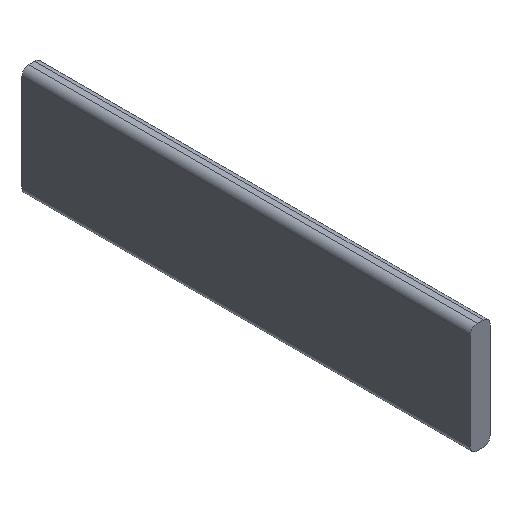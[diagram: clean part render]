
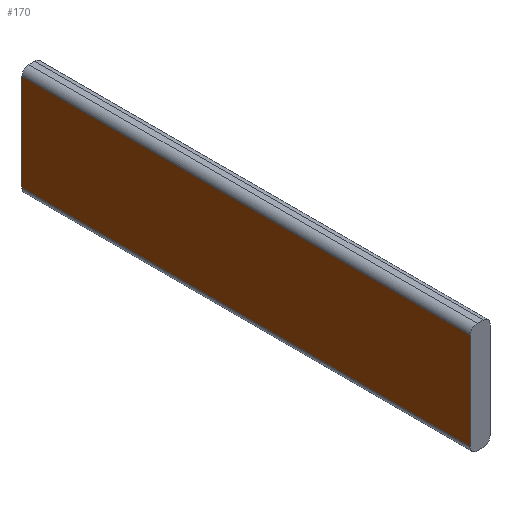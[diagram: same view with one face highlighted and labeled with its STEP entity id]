
A CAD part, isometric view. The second image highlights one B-rep face of the part: STEP entity #170.
In plain terms, the highlighted planar face has unit normal (-1, 0, 0).
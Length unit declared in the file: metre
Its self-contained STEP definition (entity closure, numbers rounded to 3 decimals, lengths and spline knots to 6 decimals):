
#24=ORIENTED_EDGE('',*,*,#72,.F.);
#25=ORIENTED_EDGE('',*,*,#73,.T.);
#26=ORIENTED_EDGE('',*,*,#74,.T.);
#27=ORIENTED_EDGE('',*,*,#75,.T.);
#72=EDGE_CURVE('',#96,#97,#112,.T.);
#73=EDGE_CURVE('',#96,#98,#113,.F.);
#74=EDGE_CURVE('',#98,#99,#114,.T.);
#75=EDGE_CURVE('',#99,#97,#115,.T.);
#96=VERTEX_POINT('',#268);
#97=VERTEX_POINT('',#269);
#98=VERTEX_POINT('',#271);
#99=VERTEX_POINT('',#273);
#112=LINE('',#267,#128);
#113=LINE('',#270,#129);
#114=LINE('',#272,#130);
#115=LINE('',#274,#131);
#128=VECTOR('',#215,1.);
#129=VECTOR('',#216,1.);
#130=VECTOR('',#217,1.);
#131=VECTOR('',#218,1.);
#144=EDGE_LOOP('',(#24,#25,#26,#27));
#154=FACE_BOUND('',#144,.T.);
#164=PLANE('',#193);
#170=ADVANCED_FACE('',(#154),#164,.F.);
#193=AXIS2_PLACEMENT_3D('',#266,#213,#214);
#213=DIRECTION('',(1.,0.,0.));
#214=DIRECTION('',(0.,1.,0.));
#215=DIRECTION('',(0.,0.,-1.));
#216=DIRECTION('',(0.,-1.,0.));
#217=DIRECTION('',(0.,0.,-1.));
#218=DIRECTION('',(0.,-1.,0.));
#266=CARTESIAN_POINT('',(0.14635,0.0115,0.03585));
#267=CARTESIAN_POINT('',(0.14635,0.0115,0.03585));
#268=CARTESIAN_POINT('',(0.14635,0.0115,0.03485));
#269=CARTESIAN_POINT('',(0.14635,0.0115,0.02085));
#270=CARTESIAN_POINT('',(0.14635,0.0115,0.03485));
#271=CARTESIAN_POINT('',(0.14635,0.0765,0.03485));
#272=CARTESIAN_POINT('',(0.14635,0.0765,0.03585));
#273=CARTESIAN_POINT('',(0.14635,0.0765,0.02085));
#274=CARTESIAN_POINT('',(0.14635,0.0115,0.02085));
